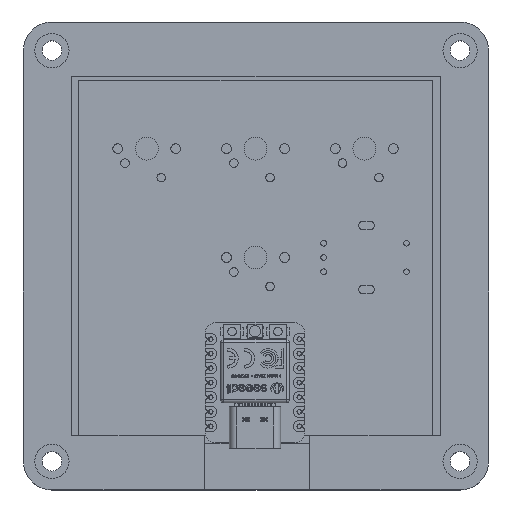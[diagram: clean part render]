
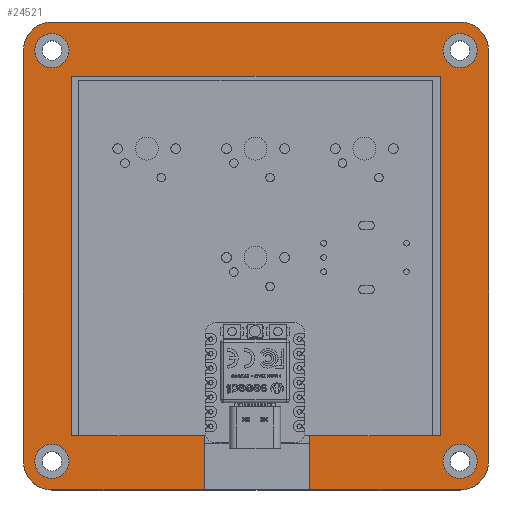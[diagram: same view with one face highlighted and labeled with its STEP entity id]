
A CAD part, top view. The second image highlights one B-rep face of the part: STEP entity #24521.
In plain terms, the highlighted planar face has unit normal (0, 0, 1).
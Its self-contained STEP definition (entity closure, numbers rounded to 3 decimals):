
#1466=FACE_BOUND('',#4824,.T.);
#1467=FACE_BOUND('',#4825,.T.);
#1468=FACE_BOUND('',#4826,.T.);
#1469=FACE_BOUND('',#4827,.T.);
#1952=CIRCLE('',#26359,5.);
#1954=CIRCLE('',#26363,5.);
#1955=CIRCLE('',#26364,5.);
#1956=CIRCLE('',#26365,5.);
#1957=CIRCLE('',#26366,3.);
#1958=CIRCLE('',#26367,3.);
#1959=CIRCLE('',#26368,3.);
#1960=CIRCLE('',#26369,3.);
#3308=FACE_OUTER_BOUND('',#4823,.T.);
#4823=EDGE_LOOP('',(#22086,#22087,#22088,#22089,#22090,#22091,#22092,#22093,
#22094,#22095,#22096,#22097,#22098,#22099,#22100,#22101));
#4824=EDGE_LOOP('',(#22102));
#4825=EDGE_LOOP('',(#22103));
#4826=EDGE_LOOP('',(#22104));
#4827=EDGE_LOOP('',(#22105));
#7348=LINE('',#41771,#9839);
#7351=LINE('',#41777,#9842);
#7352=LINE('',#41781,#9843);
#7353=LINE('',#41783,#9844);
#7354=LINE('',#41785,#9845);
#7355=LINE('',#41787,#9846);
#7356=LINE('',#41789,#9847);
#7357=LINE('',#41791,#9848);
#7358=LINE('',#41793,#9849);
#7359=LINE('',#41795,#9850);
#7360=LINE('',#41797,#9851);
#7361=LINE('',#41801,#9852);
#9839=VECTOR('',#32080,10.);
#9842=VECTOR('',#32085,10.);
#9843=VECTOR('',#32088,10.);
#9844=VECTOR('',#32089,10.);
#9845=VECTOR('',#32090,10.);
#9846=VECTOR('',#32091,10.);
#9847=VECTOR('',#32092,10.);
#9848=VECTOR('',#32093,10.);
#9849=VECTOR('',#32094,10.);
#9850=VECTOR('',#32095,10.);
#9851=VECTOR('',#32096,10.);
#9852=VECTOR('',#32099,10.);
#12051=VERTEX_POINT('',#41761);
#12052=VERTEX_POINT('',#41762);
#12055=VERTEX_POINT('',#41770);
#12057=VERTEX_POINT('',#41776);
#12058=VERTEX_POINT('',#41778);
#12059=VERTEX_POINT('',#41780);
#12060=VERTEX_POINT('',#41782);
#12061=VERTEX_POINT('',#41784);
#12062=VERTEX_POINT('',#41786);
#12063=VERTEX_POINT('',#41788);
#12064=VERTEX_POINT('',#41790);
#12065=VERTEX_POINT('',#41792);
#12066=VERTEX_POINT('',#41794);
#12067=VERTEX_POINT('',#41796);
#12068=VERTEX_POINT('',#41798);
#12069=VERTEX_POINT('',#41800);
#12070=VERTEX_POINT('',#41803);
#12071=VERTEX_POINT('',#41805);
#12072=VERTEX_POINT('',#41807);
#12073=VERTEX_POINT('',#41809);
#15408=EDGE_CURVE('',#12051,#12052,#1952,.T.);
#15412=EDGE_CURVE('',#12055,#12052,#7348,.T.);
#15415=EDGE_CURVE('',#12051,#12057,#7351,.T.);
#15416=EDGE_CURVE('',#12058,#12057,#1954,.T.);
#15417=EDGE_CURVE('',#12058,#12059,#7352,.T.);
#15418=EDGE_CURVE('',#12059,#12060,#7353,.T.);
#15419=EDGE_CURVE('',#12060,#12061,#7354,.T.);
#15420=EDGE_CURVE('',#12061,#12062,#7355,.T.);
#15421=EDGE_CURVE('',#12062,#12063,#7356,.T.);
#15422=EDGE_CURVE('',#12063,#12064,#7357,.T.);
#15423=EDGE_CURVE('',#12064,#12065,#7358,.T.);
#15424=EDGE_CURVE('',#12065,#12066,#7359,.T.);
#15425=EDGE_CURVE('',#12066,#12067,#7360,.T.);
#15426=EDGE_CURVE('',#12068,#12067,#1955,.T.);
#15427=EDGE_CURVE('',#12068,#12069,#7361,.T.);
#15428=EDGE_CURVE('',#12055,#12069,#1956,.T.);
#15429=EDGE_CURVE('',#12070,#12070,#1957,.T.);
#15430=EDGE_CURVE('',#12071,#12071,#1958,.T.);
#15431=EDGE_CURVE('',#12072,#12072,#1959,.T.);
#15432=EDGE_CURVE('',#12073,#12073,#1960,.T.);
#22086=ORIENTED_EDGE('',*,*,#15408,.F.);
#22087=ORIENTED_EDGE('',*,*,#15415,.T.);
#22088=ORIENTED_EDGE('',*,*,#15416,.F.);
#22089=ORIENTED_EDGE('',*,*,#15417,.T.);
#22090=ORIENTED_EDGE('',*,*,#15418,.T.);
#22091=ORIENTED_EDGE('',*,*,#15419,.T.);
#22092=ORIENTED_EDGE('',*,*,#15420,.T.);
#22093=ORIENTED_EDGE('',*,*,#15421,.T.);
#22094=ORIENTED_EDGE('',*,*,#15422,.T.);
#22095=ORIENTED_EDGE('',*,*,#15423,.T.);
#22096=ORIENTED_EDGE('',*,*,#15424,.T.);
#22097=ORIENTED_EDGE('',*,*,#15425,.T.);
#22098=ORIENTED_EDGE('',*,*,#15426,.F.);
#22099=ORIENTED_EDGE('',*,*,#15427,.T.);
#22100=ORIENTED_EDGE('',*,*,#15428,.F.);
#22101=ORIENTED_EDGE('',*,*,#15412,.T.);
#22102=ORIENTED_EDGE('',*,*,#15429,.T.);
#22103=ORIENTED_EDGE('',*,*,#15430,.T.);
#22104=ORIENTED_EDGE('',*,*,#15431,.T.);
#22105=ORIENTED_EDGE('',*,*,#15432,.T.);
#23192=PLANE('',#26362);
#24521=ADVANCED_FACE('',(#3308,#1466,#1467,#1468,#1469),#23192,.T.);
#26359=AXIS2_PLACEMENT_3D('',#41763,#32072,#32073);
#26362=AXIS2_PLACEMENT_3D('',#41775,#32083,#32084);
#26363=AXIS2_PLACEMENT_3D('',#41779,#32086,#32087);
#26364=AXIS2_PLACEMENT_3D('',#41799,#32097,#32098);
#26365=AXIS2_PLACEMENT_3D('',#41802,#32100,#32101);
#26366=AXIS2_PLACEMENT_3D('',#41804,#32102,#32103);
#26367=AXIS2_PLACEMENT_3D('',#41806,#32104,#32105);
#26368=AXIS2_PLACEMENT_3D('',#41808,#32106,#32107);
#26369=AXIS2_PLACEMENT_3D('',#41810,#32108,#32109);
#32072=DIRECTION('center_axis',(0.,0.,-1.));
#32073=DIRECTION('ref_axis',(-0.707,0.707,0.));
#32080=DIRECTION('',(-1.,0.,0.));
#32083=DIRECTION('center_axis',(0.,0.,1.));
#32084=DIRECTION('ref_axis',(1.,0.,0.));
#32085=DIRECTION('',(0.,-1.,0.));
#32086=DIRECTION('center_axis',(0.,0.,-1.));
#32087=DIRECTION('ref_axis',(-0.707,-0.707,0.));
#32088=DIRECTION('',(1.,0.,0.));
#32089=DIRECTION('',(0.,1.,0.));
#32090=DIRECTION('',(-1.,0.,0.));
#32091=DIRECTION('',(0.,1.,0.));
#32092=DIRECTION('',(1.,0.,0.));
#32093=DIRECTION('',(0.,-1.,0.));
#32094=DIRECTION('',(-1.,0.,0.));
#32095=DIRECTION('',(0.,-1.,0.));
#32096=DIRECTION('',(1.,0.,0.));
#32097=DIRECTION('center_axis',(0.,0.,-1.));
#32098=DIRECTION('ref_axis',(0.707,-0.707,0.));
#32099=DIRECTION('',(0.,1.,0.));
#32100=DIRECTION('center_axis',(0.,0.,-1.));
#32101=DIRECTION('ref_axis',(0.707,0.707,0.));
#32102=DIRECTION('center_axis',(0.,0.,-1.));
#32103=DIRECTION('ref_axis',(1.,0.,0.));
#32104=DIRECTION('center_axis',(0.,0.,-1.));
#32105=DIRECTION('ref_axis',(1.,0.,0.));
#32106=DIRECTION('center_axis',(0.,0.,-1.));
#32107=DIRECTION('ref_axis',(1.,0.,0.));
#32108=DIRECTION('center_axis',(0.,0.,-1.));
#32109=DIRECTION('ref_axis',(1.,0.,0.));
#41761=CARTESIAN_POINT('',(-40.972,36.,13.));
#41762=CARTESIAN_POINT('',(-35.972,41.,13.));
#41763=CARTESIAN_POINT('Origin',(-35.972,36.,13.));
#41770=CARTESIAN_POINT('',(35.5,41.,13.));
#41771=CARTESIAN_POINT('',(40.5,41.,13.));
#41775=CARTESIAN_POINT('Origin',(-0.236,0.043,
13.));
#41776=CARTESIAN_POINT('',(-40.972,-35.913,13.));
#41777=CARTESIAN_POINT('',(-40.972,41.,13.));
#41778=CARTESIAN_POINT('',(-35.972,-40.913,13.));
#41779=CARTESIAN_POINT('Origin',(-35.972,-35.913,13.));
#41780=CARTESIAN_POINT('',(-9.3,-40.913,13.));
#41781=CARTESIAN_POINT('',(-40.972,-40.913,13.));
#41782=CARTESIAN_POINT('',(-9.3,-31.413,13.));
#41783=CARTESIAN_POINT('',(-9.3,-20.435,13.));
#41784=CARTESIAN_POINT('',(-32.472,-31.413,13.));
#41785=CARTESIAN_POINT('',(-32.472,-31.413,13.));
#41786=CARTESIAN_POINT('',(-32.472,31.5,13.));
#41787=CARTESIAN_POINT('',(-32.472,31.5,13.));
#41788=CARTESIAN_POINT('',(32.,31.5,13.));
#41789=CARTESIAN_POINT('',(32.,31.5,13.));
#41790=CARTESIAN_POINT('',(32.,-31.413,13.));
#41791=CARTESIAN_POINT('',(32.,-31.413,13.));
#41792=CARTESIAN_POINT('',(9.2,-31.413,13.));
#41793=CARTESIAN_POINT('',(-32.472,-31.413,13.));
#41794=CARTESIAN_POINT('',(9.2,-40.913,13.));
#41795=CARTESIAN_POINT('',(9.2,-15.685,13.));
#41796=CARTESIAN_POINT('',(35.5,-40.913,13.));
#41797=CARTESIAN_POINT('',(-40.972,-40.913,13.));
#41798=CARTESIAN_POINT('',(40.5,-35.913,13.));
#41799=CARTESIAN_POINT('Origin',(35.5,-35.913,13.));
#41800=CARTESIAN_POINT('',(40.5,36.,13.));
#41801=CARTESIAN_POINT('',(40.5,-40.913,13.));
#41802=CARTESIAN_POINT('Origin',(35.5,36.,13.));
#41803=CARTESIAN_POINT('',(32.5,-35.913,13.));
#41804=CARTESIAN_POINT('Origin',(35.5,-35.913,13.));
#41805=CARTESIAN_POINT('',(-38.972,-35.913,13.));
#41806=CARTESIAN_POINT('Origin',(-35.972,-35.913,13.));
#41807=CARTESIAN_POINT('',(32.5,36.,13.));
#41808=CARTESIAN_POINT('Origin',(35.5,36.,13.));
#41809=CARTESIAN_POINT('',(-38.972,36.,13.));
#41810=CARTESIAN_POINT('Origin',(-35.972,36.,13.));
